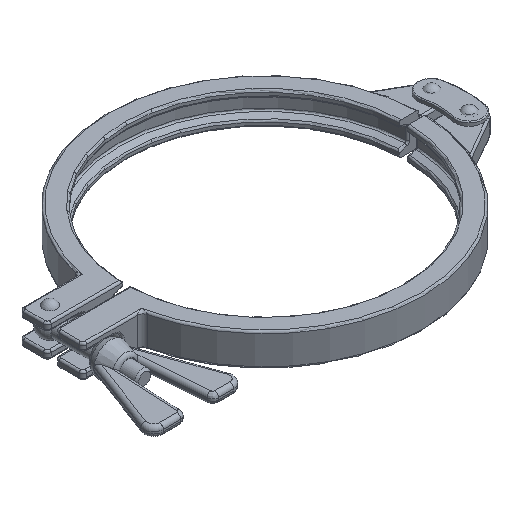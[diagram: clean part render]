
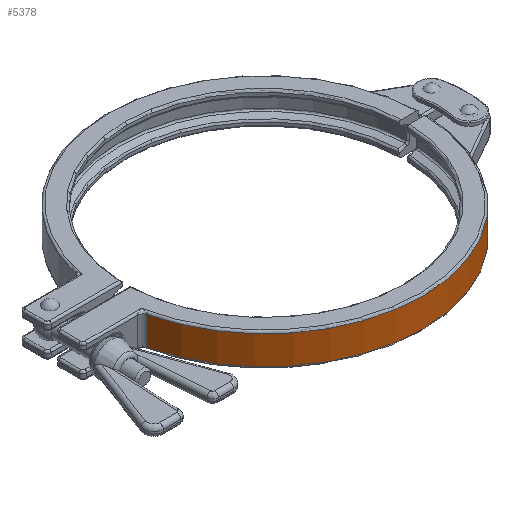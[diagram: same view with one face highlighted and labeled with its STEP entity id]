
A CAD part, isometric view. The second image highlights one B-rep face of the part: STEP entity #5378.
In plain terms, the highlighted cylindrical face has radius 80 mm (diameter 160 mm), a partial arc.
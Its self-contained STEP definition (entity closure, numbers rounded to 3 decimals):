
#4885=CARTESIAN_POINT('',(-77.876,18.313,-7.25));
#4886=VERTEX_POINT('',#4885);
#4904=CARTESIAN_POINT('',(-77.876,18.313,7.25));
#4905=VERTEX_POINT('',#4904);
#4913=CARTESIAN_POINT('',(-77.876,18.313,7.25));
#4914=DIRECTION('',(0.0,0.0,-1.0));
#4915=VECTOR('',#4914,14.5);
#4916=LINE('',#4913,#4915);
#4917=EDGE_CURVE('',#4905,#4886,#4916,.T.);
#5220=CARTESIAN_POINT('',(79.975,2.,-7.25));
#5221=VERTEX_POINT('',#5220);
#5222=CARTESIAN_POINT('',(0.0,0.0,-7.25));
#5223=DIRECTION('',(0.0,0.0,-1.0));
#5224=DIRECTION('',(0.088,0.996,0.0));
#5225=AXIS2_PLACEMENT_3D('',#5222,#5223,#5224);
#5226=CIRCLE('',#5225,80.);
#5227=EDGE_CURVE('',#4886,#5221,#5226,.T.);
#5266=CARTESIAN_POINT('',(0.0,0.0,0.0));
#5267=DIRECTION('',(0.0,0.0,1.0));
#5268=DIRECTION('',(0.929,0.37,0.0));
#5269=AXIS2_PLACEMENT_3D('',#5266,#5267,#5268);
#5270=CYLINDRICAL_SURFACE('',#5269,80.0);
#5271=ORIENTED_EDGE('',*,*,#4917,.F.);
#5272=CARTESIAN_POINT('',(79.975,2.,7.25));
#5273=VERTEX_POINT('',#5272);
#5274=CARTESIAN_POINT('',(0.0,0.0,7.25));
#5275=DIRECTION('',(0.0,0.0,1.0));
#5276=DIRECTION('',(0.088,0.996,0.0));
#5277=AXIS2_PLACEMENT_3D('',#5274,#5275,#5276);
#5278=CIRCLE('',#5277,80.);
#5279=EDGE_CURVE('',#5273,#4905,#5278,.T.);
#5280=ORIENTED_EDGE('',*,*,#5279,.F.);
#5281=CARTESIAN_POINT('',(79.975,2.,6.346));
#5282=VERTEX_POINT('',#5281);
#5283=CARTESIAN_POINT('',(79.975,2.,7.25));
#5284=DIRECTION('',(0.,0.,-1.0));
#5285=VECTOR('',#5284,0.904);
#5286=LINE('',#5283,#5285);
#5287=EDGE_CURVE('',#5273,#5282,#5286,.T.);
#5288=ORIENTED_EDGE('',*,*,#5287,.T.);
#5289=CARTESIAN_POINT('',(79.946,2.927,6.5));
#5290=VERTEX_POINT('',#5289);
#5291=CARTESIAN_POINT('',(79.946,2.927,6.5));
#5292=CARTESIAN_POINT('',(79.954,2.709,6.5));
#5293=CARTESIAN_POINT('',(79.965,2.394,6.464));
#5294=CARTESIAN_POINT('',(79.973,2.091,6.377));
#5295=CARTESIAN_POINT('',(79.975,2.,6.346));
#5296=B_SPLINE_CURVE_WITH_KNOTS('',3,(#5291,#5292,#5293,#5294,#5295),.UNSPECIFIED.,.F.,.U.,(4,1,4),(1.877,1.944,1.974),.UNSPECIFIED.);
#5297=EDGE_CURVE('',#5290,#5282,#5296,.T.);
#5298=ORIENTED_EDGE('',*,*,#5297,.F.);
#5299=CARTESIAN_POINT('',(75.69,25.904,6.5));
#5300=VERTEX_POINT('',#5299);
#5301=CARTESIAN_POINT('',(0.0,0.0,6.5));
#5302=DIRECTION('',(0.0,0.0,-1.0));
#5303=DIRECTION('',(0.98,0.197,0.0));
#5304=AXIS2_PLACEMENT_3D('',#5301,#5302,#5303);
#5305=CIRCLE('',#5304,80.0);
#5306=EDGE_CURVE('',#5300,#5290,#5305,.T.);
#5307=ORIENTED_EDGE('',*,*,#5306,.F.);
#5308=CARTESIAN_POINT('',(74.074,30.216,3.5));
#5309=VERTEX_POINT('',#5308);
#5310=CARTESIAN_POINT('',(74.074,30.216,3.5));
#5311=CARTESIAN_POINT('',(74.074,30.216,3.645));
#5312=CARTESIAN_POINT('',(74.087,30.184,3.939));
#5313=CARTESIAN_POINT('',(74.142,30.049,4.352));
#5314=CARTESIAN_POINT('',(74.226,29.843,4.729));
#5315=CARTESIAN_POINT('',(74.363,29.5,5.172));
#5316=CARTESIAN_POINT('',(74.571,28.97,5.628));
#5317=CARTESIAN_POINT('',(74.843,28.261,6.025));
#5318=CARTESIAN_POINT('',(75.127,27.498,6.301));
#5319=CARTESIAN_POINT('',(75.411,26.71,6.463));
#5320=CARTESIAN_POINT('',(75.598,26.172,6.5));
#5321=CARTESIAN_POINT('',(75.69,25.904,6.5));
#5322=B_SPLINE_CURVE_WITH_KNOTS('',3,(#5310,#5311,#5312,#5313,#5314,#5315,#5316,#5317,#5318,#5319,#5320,#5321),.UNSPECIFIED.,.F.,.U.,(4,1,1,1,1,1,1,1,1,4),(0.0,0.044,0.087,0.131,0.174,0.261,0.349,0.436,0.523,0.61),.UNSPECIFIED.);
#5323=EDGE_CURVE('',#5309,#5300,#5322,.T.);
#5324=ORIENTED_EDGE('',*,*,#5323,.F.);
#5325=CARTESIAN_POINT('',(74.074,30.216,-3.5));
#5326=VERTEX_POINT('',#5325);
#5327=CARTESIAN_POINT('',(74.074,30.216,-3.5));
#5328=DIRECTION('',(0.0,0.0,1.0));
#5329=VECTOR('',#5328,7.);
#5330=LINE('',#5327,#5329);
#5331=EDGE_CURVE('',#5326,#5309,#5330,.T.);
#5332=ORIENTED_EDGE('',*,*,#5331,.F.);
#5333=CARTESIAN_POINT('',(75.69,25.904,-6.5));
#5334=VERTEX_POINT('',#5333);
#5335=CARTESIAN_POINT('',(75.69,25.904,-6.5));
#5336=CARTESIAN_POINT('',(75.506,26.441,-6.5));
#5337=CARTESIAN_POINT('',(75.199,27.309,-6.384));
#5338=CARTESIAN_POINT('',(74.82,28.321,-5.998));
#5339=CARTESIAN_POINT('',(74.551,29.023,-5.583));
#5340=CARTESIAN_POINT('',(74.384,29.446,-5.219));
#5341=CARTESIAN_POINT('',(74.26,29.757,-4.844));
#5342=CARTESIAN_POINT('',(74.197,29.914,-4.606));
#5343=CARTESIAN_POINT('',(74.133,30.071,-4.284));
#5344=CARTESIAN_POINT('',(74.087,30.184,-3.94));
#5345=CARTESIAN_POINT('',(74.074,30.216,-3.645));
#5346=CARTESIAN_POINT('',(74.074,30.216,-3.5));
#5347=B_SPLINE_CURVE_WITH_KNOTS('',3,(#5335,#5336,#5337,#5338,#5339,#5340,#5341,#5342,#5343,#5344,#5345,#5346),.UNSPECIFIED.,.F.,.U.,(4,1,1,1,1,1,1,1,1,4),(0.0,0.174,0.283,0.349,0.436,0.458,0.501,0.523,0.567,0.61),.UNSPECIFIED.);
#5348=EDGE_CURVE('',#5334,#5326,#5347,.T.);
#5349=ORIENTED_EDGE('',*,*,#5348,.F.);
#5350=CARTESIAN_POINT('',(79.946,2.927,-6.5));
#5351=VERTEX_POINT('',#5350);
#5352=CARTESIAN_POINT('',(0.0,0.0,-6.5));
#5353=DIRECTION('',(0.0,0.0,1.));
#5354=DIRECTION('',(0.98,0.197,0.0));
#5355=AXIS2_PLACEMENT_3D('',#5352,#5353,#5354);
#5356=CIRCLE('',#5355,80.);
#5357=EDGE_CURVE('',#5351,#5334,#5356,.T.);
#5358=ORIENTED_EDGE('',*,*,#5357,.F.);
#5359=CARTESIAN_POINT('',(79.975,2.,-6.346));
#5360=VERTEX_POINT('',#5359);
#5361=CARTESIAN_POINT('',(79.975,2.,-6.346));
#5362=CARTESIAN_POINT('',(79.973,2.091,-6.377));
#5363=CARTESIAN_POINT('',(79.965,2.394,-6.464));
#5364=CARTESIAN_POINT('',(79.954,2.709,-6.5));
#5365=CARTESIAN_POINT('',(79.946,2.927,-6.5));
#5366=B_SPLINE_CURVE_WITH_KNOTS('',3,(#5361,#5362,#5363,#5364,#5365),.UNSPECIFIED.,.F.,.U.,(4,1,4),(1.781,1.81,1.877),.UNSPECIFIED.);
#5367=EDGE_CURVE('',#5360,#5351,#5366,.T.);
#5368=ORIENTED_EDGE('',*,*,#5367,.F.);
#5369=CARTESIAN_POINT('',(79.975,2.,-6.346));
#5370=DIRECTION('',(0.,0.,-1.0));
#5371=VECTOR('',#5370,0.904);
#5372=LINE('',#5369,#5371);
#5373=EDGE_CURVE('',#5360,#5221,#5372,.T.);
#5374=ORIENTED_EDGE('',*,*,#5373,.T.);
#5375=ORIENTED_EDGE('',*,*,#5227,.F.);
#5376=EDGE_LOOP('',(#5271,#5280,#5288,#5298,#5307,#5324,#5332,#5349,#5358,#5368,#5374,#5375));
#5377=FACE_OUTER_BOUND('',#5376,.T.);
#5378=ADVANCED_FACE('',(#5377),#5270,.T.);
